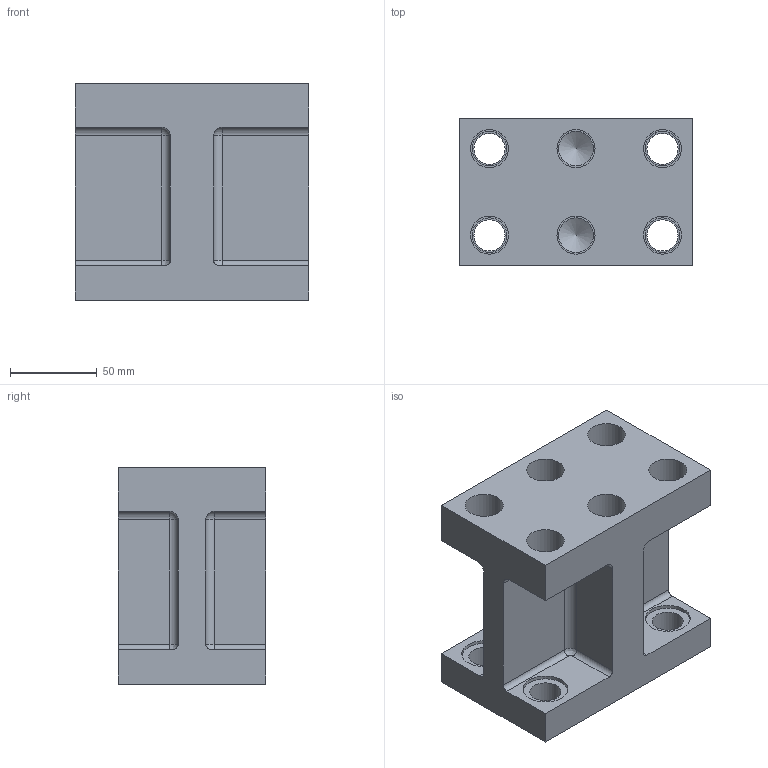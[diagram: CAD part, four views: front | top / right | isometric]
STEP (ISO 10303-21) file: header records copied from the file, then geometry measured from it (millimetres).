
FILE_DESCRIPTION( ( 'Unknown' ), '1' );
FILE_NAME( 'BP36-135085-0125-16.stp', 'Unknown', ( 'S.C.H' ), ( 'Unknown' ), 'XStep 1.0', 'Unknown', ' ' );
FILE_SCHEMA( ( 'CONFIG_CONTROL_DESIGN' ) );
Length unit declared in the file: millimetre
Products named in the file (1): 1
Bounding box: 135 x 85 x 125 mm (x, y, z)
Volume: 752131.3 mm3; surface area: 101740.9 mm2
Topology: 1 solids, 1 shells, 82 faces, 202 edges, 128 vertices
Faces by surface type: cylinder 40, plane 32, sphere 4, bspline 4, cone 2
Full cylindrical faces by diameter (mm): 18 x4, 20 x6, 22 x6, 26 x4
Entity records: 2320 total; most frequent: CARTESIAN_POINT 425, DIRECTION 406, ORIENTED_EDGE 328, EDGE_CURVE 164, AXIS2_PLACEMENT_3D 163, EDGE_LOOP 130, VERTEX_POINT 118, FACE_OUTER_BOUND 102
